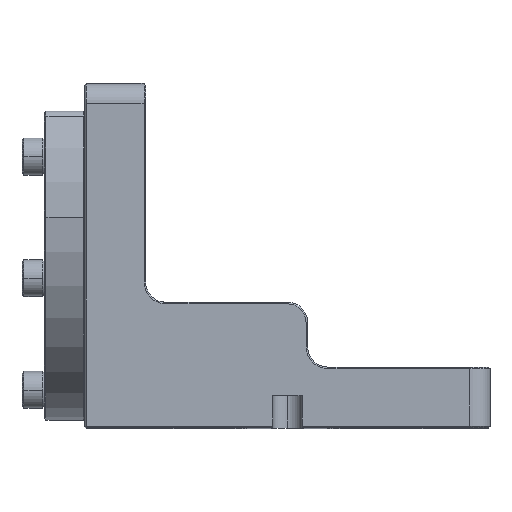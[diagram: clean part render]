
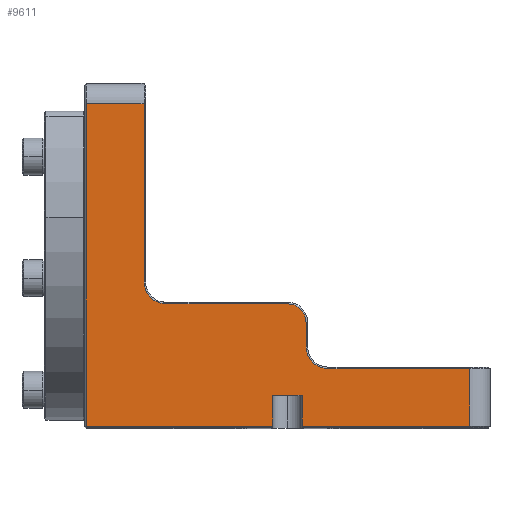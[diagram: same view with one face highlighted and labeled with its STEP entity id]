
A CAD part, top view. The second image highlights one B-rep face of the part: STEP entity #9611.
In plain terms, the highlighted planar face has unit normal (0, 0, 1).
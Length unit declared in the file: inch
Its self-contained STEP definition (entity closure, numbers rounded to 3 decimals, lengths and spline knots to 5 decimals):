
#45 = CARTESIAN_POINT ( 'NONE',  ( 1.06888, 0.07213, 3.04478 ) ) ;
#67 = LINE ( 'NONE', #17258, #17189 ) ;
#214 = AXIS2_PLACEMENT_3D ( 'NONE', #14505, #14587, #7933 ) ;
#261 = EDGE_CURVE ( 'NONE', #5006, #2528, #13508, .T. ) ;
#379 = EDGE_CURVE ( 'NONE', #2667, #16417, #1360, .T. ) ;
#506 = CARTESIAN_POINT ( 'NONE',  ( -0.09112, 0.42713, 3.04478 ) ) ;
#635 = DIRECTION ( 'NONE',  ( 0., 0., -1. ) ) ;
#739 = ORIENTED_EDGE ( 'NONE', *, *, #5288, .T. ) ;
#1014 = DIRECTION ( 'NONE',  ( 0., -1., 0. ) ) ;
#1066 = CARTESIAN_POINT ( 'NONE',  ( 1.27388, 0.56213, 3.04478 ) ) ;
#1110 = PLANE ( 'NONE',  #214 ) ;
#1323 = CARTESIAN_POINT ( 'NONE',  ( 0.27388, 2.06213, 3.04478 ) ) ;
#1333 = CIRCLE ( 'NONE', #2991, 0.135 ) ;
#1348 = AXIS2_PLACEMENT_3D ( 'NONE', #11873, #9414, #17217 ) ;
#1360 = LINE ( 'NONE', #9253, #14889 ) ;
#1414 = LINE ( 'NONE', #7990, #5042 ) ;
#1773 = LINE ( 'NONE', #13636, #8510 ) ;
#1988 = CARTESIAN_POINT ( 'NONE',  ( -0.09112, 2.06213, 3.04478 ) ) ;
#2115 = DIRECTION ( 'NONE',  ( -1., 0., 0. ) ) ;
#2365 = DIRECTION ( 'NONE',  ( 0., 1., 0. ) ) ;
#2528 = VERTEX_POINT ( 'NONE', #4197 ) ;
#2638 = VERTEX_POINT ( 'NONE', #1066 ) ;
#2667 = VERTEX_POINT ( 'NONE', #12804 ) ;
#2991 = AXIS2_PLACEMENT_3D ( 'NONE', #9848, #635, #7547 ) ;
#3648 = CARTESIAN_POINT ( 'NONE',  ( 0.40888, 0.82713, 3.04478 ) ) ;
#3714 = AXIS2_PLACEMENT_3D ( 'NONE', #7637, #4808, #2115 ) ;
#3724 = EDGE_LOOP ( 'NONE', ( #16292, #7991, #16804, #4526, #8192, #12493, #6202, #739, #5412, #9808, #10825, #9755, #9015, #11712, #3905 ) ) ;
#3905 = ORIENTED_EDGE ( 'NONE', *, *, #10393, .F. ) ;
#3913 = EDGE_CURVE ( 'NONE', #11134, #2638, #13934, .T. ) ;
#4020 = EDGE_CURVE ( 'NONE', #2528, #15022, #1773, .T. ) ;
#4053 = CARTESIAN_POINT ( 'NONE',  ( 0.27388, 0.96213, 3.04478 ) ) ;
#4197 = CARTESIAN_POINT ( 'NONE',  ( -0.08112, 2.06213, 3.04478 ) ) ;
#4341 = VECTOR ( 'NONE', #2365, 39.37008 ) ;
#4470 = VERTEX_POINT ( 'NONE', #13991 ) ;
#4526 = ORIENTED_EDGE ( 'NONE', *, *, #13058, .T. ) ;
#4681 = VERTEX_POINT ( 'NONE', #5268 ) ;
#4698 = LINE ( 'NONE', #3648, #4748 ) ;
#4748 = VECTOR ( 'NONE', #4791, 39.37008 ) ;
#4765 = LINE ( 'NONE', #10157, #6780 ) ;
#4791 = DIRECTION ( 'NONE',  ( -1., 0., 0. ) ) ;
#4808 = DIRECTION ( 'NONE',  ( 0., 0., 1. ) ) ;
#4893 = EDGE_CURVE ( 'NONE', #11157, #4470, #5978, .T. ) ;
#4929 = CARTESIAN_POINT ( 'NONE',  ( 1.24888, 0.26213, 3.04478 ) ) ;
#5006 = VERTEX_POINT ( 'NONE', #1323 ) ;
#5042 = VECTOR ( 'NONE', #10806, 39.37008 ) ;
#5150 = CARTESIAN_POINT ( 'NONE',  ( 1.27388, 0.71213, 3.04478 ) ) ;
#5268 = CARTESIAN_POINT ( 'NONE',  ( 1.06888, 0.26213, 3.04478 ) ) ;
#5288 = EDGE_CURVE ( 'NONE', #4470, #11601, #4698, .T. ) ;
#5412 = ORIENTED_EDGE ( 'NONE', *, *, #15224, .T. ) ;
#5692 = DIRECTION ( 'NONE',  ( -1., 0., 0. ) ) ;
#5978 = CIRCLE ( 'NONE', #3714, 0.115 ) ;
#6202 = ORIENTED_EDGE ( 'NONE', *, *, #4893, .T. ) ;
#6205 = LINE ( 'NONE', #4929, #13381 ) ;
#6384 = LINE ( 'NONE', #12486, #15790 ) ;
#6510 = CARTESIAN_POINT ( 'NONE',  ( 1.40888, 0.42713, 3.04478 ) ) ;
#6780 = VECTOR ( 'NONE', #8543, 39.37008 ) ;
#7544 = LINE ( 'NONE', #14302, #4341 ) ;
#7547 = DIRECTION ( 'NONE',  ( -1., 0., 0. ) ) ;
#7637 = CARTESIAN_POINT ( 'NONE',  ( 1.15888, 0.71213, 3.04478 ) ) ;
#7877 = VECTOR ( 'NONE', #8128, 39.37008 ) ;
#7933 = DIRECTION ( 'NONE',  ( -1., 0., 0. ) ) ;
#7990 = CARTESIAN_POINT ( 'NONE',  ( 1.27388, 0.43713, 3.04478 ) ) ;
#7991 = ORIENTED_EDGE ( 'NONE', *, *, #379, .T. ) ;
#8128 = DIRECTION ( 'NONE',  ( -1., 0., 0. ) ) ;
#8192 = ORIENTED_EDGE ( 'NONE', *, *, #3913, .T. ) ;
#8510 = VECTOR ( 'NONE', #15076, 39.37008 ) ;
#8543 = DIRECTION ( 'NONE',  ( 0., -1., 0. ) ) ;
#9015 = ORIENTED_EDGE ( 'NONE', *, *, #11408, .T. ) ;
#9143 = CARTESIAN_POINT ( 'NONE',  ( 0.40888, 0.82713, 3.04478 ) ) ;
#9253 = CARTESIAN_POINT ( 'NONE',  ( 2.28388, 0.07213, 3.04478 ) ) ;
#9327 = CARTESIAN_POINT ( 'NONE',  ( -0.08112, 0.07213, 3.04478 ) ) ;
#9337 = FACE_OUTER_BOUND ( 'NONE', #3724, .T. ) ;
#9370 = EDGE_CURVE ( 'NONE', #14837, #5006, #67, .T. ) ;
#9414 = DIRECTION ( 'NONE',  ( 0., 0., -1. ) ) ;
#9611 = ADVANCED_FACE ( 'NONE', ( #9337 ), #1110, .F. ) ;
#9755 = ORIENTED_EDGE ( 'NONE', *, *, #4020, .T. ) ;
#9808 = ORIENTED_EDGE ( 'NONE', *, *, #9370, .T. ) ;
#9848 = CARTESIAN_POINT ( 'NONE',  ( 0.40888, 0.96213, 3.04478 ) ) ;
#10157 = CARTESIAN_POINT ( 'NONE',  ( 1.06888, 0.26213, 3.04478 ) ) ;
#10393 = EDGE_CURVE ( 'NONE', #11600, #4681, #6384, .T. ) ;
#10430 = DIRECTION ( 'NONE',  ( 0., 1., 0. ) ) ;
#10728 = CARTESIAN_POINT ( 'NONE',  ( 1.24888, 0.26213, 3.04478 ) ) ;
#10806 = DIRECTION ( 'NONE',  ( 0., 1., 0. ) ) ;
#10825 = ORIENTED_EDGE ( 'NONE', *, *, #261, .T. ) ;
#11134 = VERTEX_POINT ( 'NONE', #6510 ) ;
#11157 = VERTEX_POINT ( 'NONE', #5150 ) ;
#11313 = CARTESIAN_POINT ( 'NONE',  ( 1.06888, 0.07213, 3.04478 ) ) ;
#11408 = EDGE_CURVE ( 'NONE', #15022, #15477, #14839, .T. ) ;
#11551 = VECTOR ( 'NONE', #16871, 39.37008 ) ;
#11600 = VERTEX_POINT ( 'NONE', #10728 ) ;
#11601 = VERTEX_POINT ( 'NONE', #9143 ) ;
#11712 = ORIENTED_EDGE ( 'NONE', *, *, #13166, .F. ) ;
#11873 = CARTESIAN_POINT ( 'NONE',  ( 1.40888, 0.56213, 3.04478 ) ) ;
#12486 = CARTESIAN_POINT ( 'NONE',  ( 1.24888, 0.26213, 3.04478 ) ) ;
#12493 = ORIENTED_EDGE ( 'NONE', *, *, #16774, .T. ) ;
#12583 = CARTESIAN_POINT ( 'NONE',  ( 2.28388, 0.07213, 3.04478 ) ) ;
#12648 = CARTESIAN_POINT ( 'NONE',  ( 2.28388, 0.42713, 3.04478 ) ) ;
#12804 = CARTESIAN_POINT ( 'NONE',  ( 1.24888, 0.07213, 3.04478 ) ) ;
#13058 = EDGE_CURVE ( 'NONE', #16565, #11134, #16176, .T. ) ;
#13166 = EDGE_CURVE ( 'NONE', #4681, #15477, #4765, .T. ) ;
#13381 = VECTOR ( 'NONE', #1014, 39.37008 ) ;
#13508 = LINE ( 'NONE', #1988, #11551 ) ;
#13636 = CARTESIAN_POINT ( 'NONE',  ( -0.08112, 0.43713, 3.04478 ) ) ;
#13934 = CIRCLE ( 'NONE', #1348, 0.135 ) ;
#13991 = CARTESIAN_POINT ( 'NONE',  ( 1.15888, 0.82713, 3.04478 ) ) ;
#14302 = CARTESIAN_POINT ( 'NONE',  ( 2.28388, 0.43713, 3.04478 ) ) ;
#14505 = CARTESIAN_POINT ( 'NONE',  ( -0.09112, 0.43713, 3.04478 ) ) ;
#14506 = DIRECTION ( 'NONE',  ( 1., 0., 0. ) ) ;
#14587 = DIRECTION ( 'NONE',  ( 0., 0., -1. ) ) ;
#14589 = DIRECTION ( 'NONE',  ( 1., 0., 0. ) ) ;
#14638 = EDGE_CURVE ( 'NONE', #16417, #16565, #7544, .T. ) ;
#14837 = VERTEX_POINT ( 'NONE', #4053 ) ;
#14839 = LINE ( 'NONE', #45, #15370 ) ;
#14889 = VECTOR ( 'NONE', #14589, 39.37008 ) ;
#15022 = VERTEX_POINT ( 'NONE', #9327 ) ;
#15076 = DIRECTION ( 'NONE',  ( 0., -1., 0. ) ) ;
#15224 = EDGE_CURVE ( 'NONE', #11601, #14837, #1333, .T. ) ;
#15370 = VECTOR ( 'NONE', #14506, 39.37008 ) ;
#15477 = VERTEX_POINT ( 'NONE', #11313 ) ;
#15790 = VECTOR ( 'NONE', #5692, 39.37008 ) ;
#16176 = LINE ( 'NONE', #506, #7877 ) ;
#16292 = ORIENTED_EDGE ( 'NONE', *, *, #16462, .T. ) ;
#16417 = VERTEX_POINT ( 'NONE', #12583 ) ;
#16462 = EDGE_CURVE ( 'NONE', #11600, #2667, #6205, .T. ) ;
#16565 = VERTEX_POINT ( 'NONE', #12648 ) ;
#16774 = EDGE_CURVE ( 'NONE', #2638, #11157, #1414, .T. ) ;
#16804 = ORIENTED_EDGE ( 'NONE', *, *, #14638, .T. ) ;
#16871 = DIRECTION ( 'NONE',  ( -1., 0., 0. ) ) ;
#17189 = VECTOR ( 'NONE', #10430, 39.37008 ) ;
#17217 = DIRECTION ( 'NONE',  ( -1., 0., 0. ) ) ;
#17258 = CARTESIAN_POINT ( 'NONE',  ( 0.27388, 0.43713, 3.04478 ) ) ;
